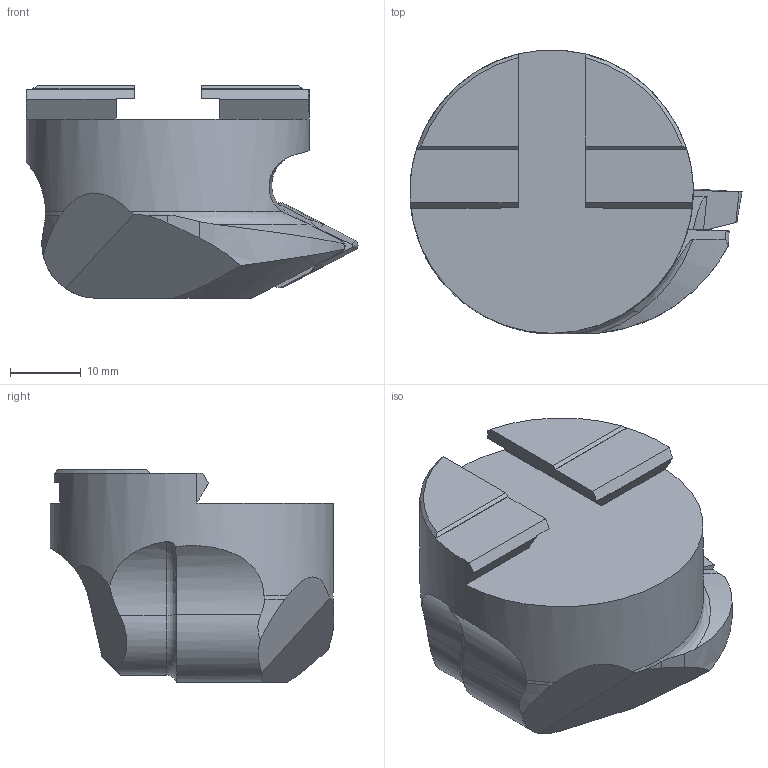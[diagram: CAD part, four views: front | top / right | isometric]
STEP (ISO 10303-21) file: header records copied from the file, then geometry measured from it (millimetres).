
FILE_DESCRIPTION(/* description */ (''),/* implementation_level */ '2;1');
FILE_NAME(/* name */ '1642414091181.stp',/* time_stamp */ '2022-01-17T15:38:39+05:00',/* author */ (''),/* organization */ ('SMS'),/* preprocessor_version */ 'ST-DEVELOPER v16.7',/* originating_system */ 'SIEMENS PLM Software NX 12.0',/* authorisation */ '');
FILE_SCHEMA (('AUTOMOTIVE_DESIGN { 1 0 10303 214 3 1 1 1 }'));
Length unit declared in the file: millimetre
Products named in the file (4): 202599669mod000_00; ASSEMBLY_CONSTRUCTION; 203915752mod000_00; 203915754mod000_00
Assembly tree (3 placements, depth 2):
  203915754mod000_00
    203915752mod000_00
    ASSEMBLY_CONSTRUCTION
    202599669mod000_00
Bounding box: 46.86 x 40.04 x 30 mm (x, y, z)
Volume: 24492.1 mm3; surface area: 6710 mm2
Topology: 2 solids, 2 shells, 117 faces, 322 edges, 217 vertices
Faces by surface type: plane 65, cylinder 25, cone 10, torus 8, extrusion 8, sphere 1
Full cylindrical faces by diameter (mm): 3.7 x1, 6.141 x1, 40 x1
Entity records: 4051 total; most frequent: CARTESIAN_POINT 953, ORIENTED_EDGE 616, DIRECTION 615, EDGE_CURVE 308, AXIS2_PLACEMENT_3D 223, VERTEX_POINT 204, VECTOR 169, LINE 161
